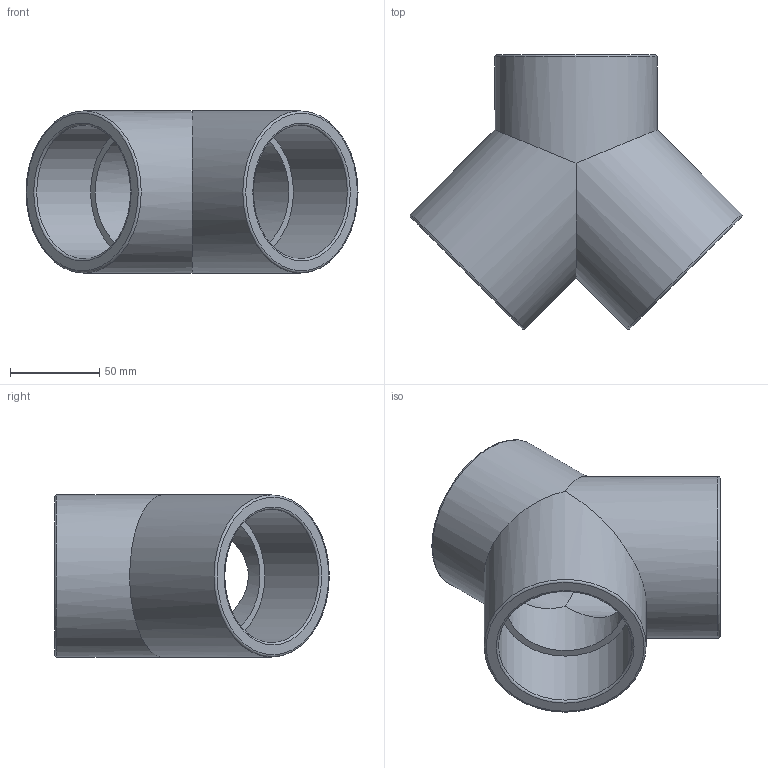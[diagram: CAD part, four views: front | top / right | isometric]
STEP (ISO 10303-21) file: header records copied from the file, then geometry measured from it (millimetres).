
FILE_DESCRIPTION( ( 'STEP AP214' ), ' ' );
FILE_NAME( '2.09.075.stp', '2015-08-03T14:27:33', ( '' ), ( '' ), ' ', 'PARTsolutions', ' ' );
FILE_SCHEMA( ( 'AUTOMOTIVE_DESIGN { 1 0 10303 214 1 1 1 1 }' ) );
Length unit declared in the file: millimetre
Products named in the file (1): _2.09.075
Bounding box: 186.38 x 154.19 x 91 mm (x, y, z)
Volume: 440267.9 mm3; surface area: 104625.1 mm2
Topology: 1 solids, 1 shells, 21 faces, 43 edges, 26 vertices
Faces by surface type: cylinder 9, torus 6, plane 6
Full cylindrical faces by diameter (mm): 67.5 x3, 75 x3, 91 x3
Entity records: 638 total; most frequent: DIRECTION 92, CARTESIAN_POINT 68, ORIENTED_EDGE 48, AXIS2_PLACEMENT_3D 46, EDGE_LOOP 42, FACE_OUTER_BOUND 36, EDGE_CURVE 24, VERTEX_POINT 22
